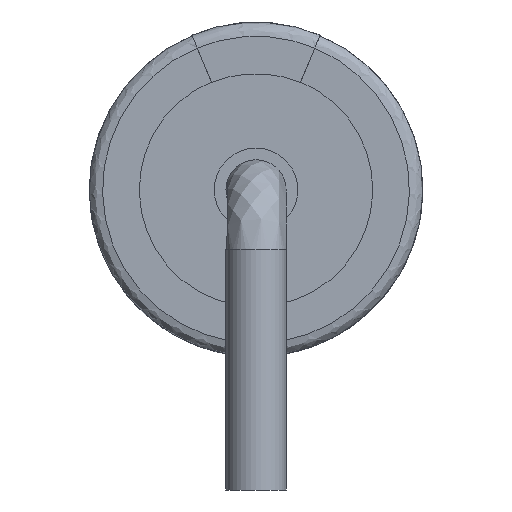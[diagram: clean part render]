
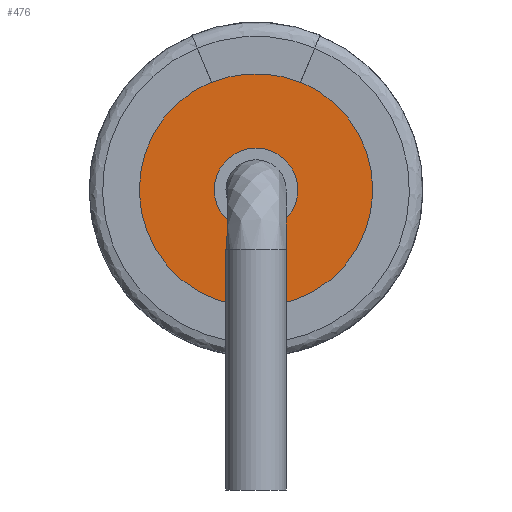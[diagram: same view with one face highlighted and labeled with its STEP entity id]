
A CAD part, left-side view. The second image highlights one B-rep face of the part: STEP entity #476.
In plain terms, the highlighted planar face has unit normal (-1, 0, 0).
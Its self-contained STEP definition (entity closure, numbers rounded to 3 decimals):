
#28=DIRECTION('',(1.,0.,0.));
#34=AXIS2_PLACEMENT_3D('',#35,#36,#37);
#35=CARTESIAN_POINT('',(3.7,0.,2.5));
#36=DIRECTION('',(-1.,0.,0.));
#37=DIRECTION('',(0.,-0.383,0.924));
#120=VECTOR('',#121,1.);
#121=DIRECTION('',(0.,0.383,-0.924));
#206=VERTEX_POINT('',#207);
#207=CARTESIAN_POINT('',(3.7,-0.67,4.117));
#212=EDGE_CURVE('',#206,#213,#215,.T.);
#213=VERTEX_POINT('',#214);
#214=CARTESIAN_POINT('',(3.7,-0.666,4.108));
#215=LINE('',#216,#120);
#216=CARTESIAN_POINT('',(3.7,-0.247,3.097));
#350=VECTOR('',#351,1.);
#351=DIRECTION('',(0.,-0.383,-0.924));
#432=VERTEX_POINT('',#433);
#433=CARTESIAN_POINT('',(3.7,0.67,4.117));
#436=ORIENTED_EDGE('',*,*,#437,.T.);
#437=EDGE_CURVE('',#432,#438,#440,.T.);
#438=VERTEX_POINT('',#439);
#439=CARTESIAN_POINT('',(3.7,0.666,4.108));
#440=LINE('',#441,#350);
#441=CARTESIAN_POINT('',(3.7,0.247,3.097));
#470=EDGE_CURVE('',#213,#438,#471,.T.);
#471=CIRCLE('',#34,1.74);
#476=ADVANCED_FACE('',(#477,#491),#498,.F.);
#477=FACE_BOUND('',#478,.F.);
#478=EDGE_LOOP('',(#479,#487,#436,#489,#490));
#479=ORIENTED_EDGE('',*,*,#480,.T.);
#480=EDGE_CURVE('',#206,#481,#483,.T.);
#481=VERTEX_POINT('',#482);
#482=CARTESIAN_POINT('',(3.7,0.,0.75));
#483=CIRCLE('',#484,1.75);
#484=AXIS2_PLACEMENT_3D('',#35,#485,#486);
#485=DIRECTION('',(1.,-0.,0.));
#486=DIRECTION('',(0.,0.,-1.));
#487=ORIENTED_EDGE('',*,*,#488,.T.);
#488=EDGE_CURVE('',#481,#432,#483,.T.);
#489=ORIENTED_EDGE('',*,*,#470,.F.);
#490=ORIENTED_EDGE('',*,*,#212,.F.);
#491=FACE_BOUND('',#492,.F.);
#492=EDGE_LOOP('',(#493));
#493=ORIENTED_EDGE('',*,*,#494,.F.);
#494=EDGE_CURVE('',#495,#495,#497,.T.);
#495=VERTEX_POINT('',#496);
#496=CARTESIAN_POINT('',(3.7,0.,1.875));
#497=CIRCLE('',#484,0.625);
#498=PLANE('',#499);
#499=AXIS2_PLACEMENT_3D('',#500,#28,#486);
#500=CARTESIAN_POINT('',(3.7,0.,2.5));
